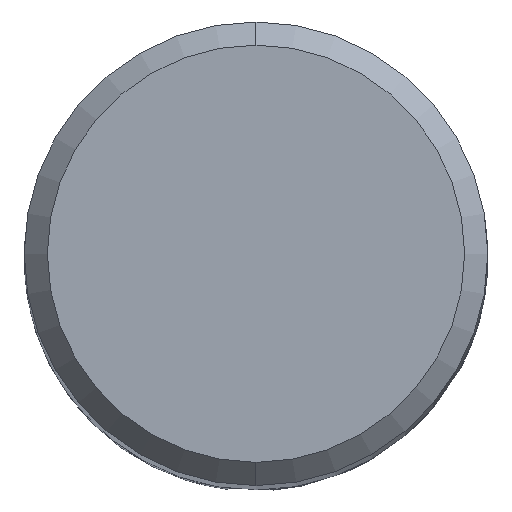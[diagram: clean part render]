
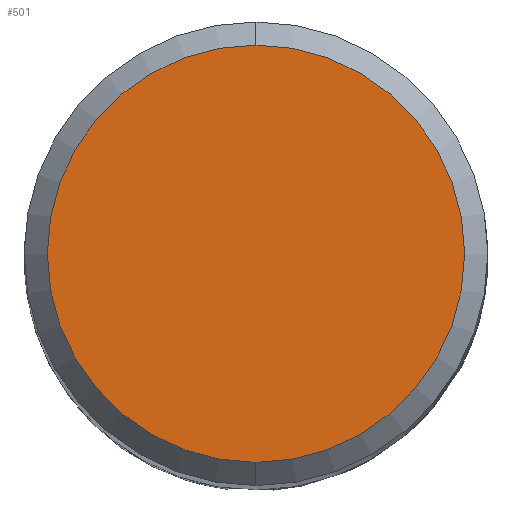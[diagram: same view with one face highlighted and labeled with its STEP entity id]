
A CAD part, top view. The second image highlights one B-rep face of the part: STEP entity #501.
In plain terms, the highlighted planar face has unit normal (0, 0, 1).
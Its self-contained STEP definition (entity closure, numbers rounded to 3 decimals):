
#345=VERTEX_POINT('',#886);
#423=VERTEX_POINT('',#972);
#429=EDGE_CURVE('',#345,#423,#978,.T.);
#501=ADVANCED_FACE('',(#1059),#1060,.T.);
#747=EDGE_CURVE('',#423,#345,#1324,.T.);
#886=CARTESIAN_POINT('',(0.,-7.2,0.0));
#972=CARTESIAN_POINT('',(0.0,7.2,0.0));
#978=CIRCLE('',#1734,7.2);
#1059=FACE_OUTER_BOUND('',#2004,.T.);
#1060=PLANE('',#2005);
#1324=CIRCLE('',#3224,7.2);
#1734=AXIS2_PLACEMENT_3D('',#4064,#4065,#4066);
#2004=EDGE_LOOP('',(#4156,#4157));
#2005=AXIS2_PLACEMENT_3D('',#4158,#4159,#4160);
#3224=AXIS2_PLACEMENT_3D('',#4378,#4379,#4380);
#4064=CARTESIAN_POINT('',(0.0,0.0,0.0));
#4065=DIRECTION('',(0.0,0.0,-1.0));
#4066=DIRECTION('',(0.0,1.0,0.0));
#4156=ORIENTED_EDGE('',*,*,#747,.F.);
#4157=ORIENTED_EDGE('',*,*,#429,.F.);
#4158=CARTESIAN_POINT('',(0.0,3.6,0.0));
#4159=DIRECTION('',(-0.0,0.0,1.0));
#4160=DIRECTION('',(0.0,-1.0,0.0));
#4378=CARTESIAN_POINT('',(0.0,0.0,0.0));
#4379=DIRECTION('',(0.0,0.0,-1.0));
#4380=DIRECTION('',(0.0,1.0,0.0));
